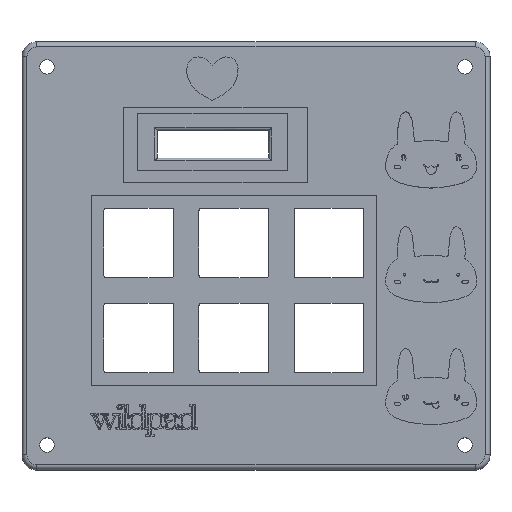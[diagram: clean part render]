
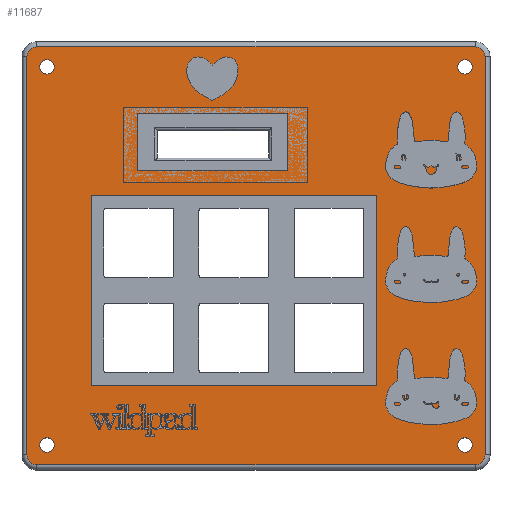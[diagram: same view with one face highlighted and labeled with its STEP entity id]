
A CAD part, top view. The second image highlights one B-rep face of the part: STEP entity #11687.
In plain terms, the highlighted planar face has unit normal (0, 0, 1).
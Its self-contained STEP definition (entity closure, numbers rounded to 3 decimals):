
#1465=FACE_BOUND('',#2217,.T.);
#1466=FACE_BOUND('',#2218,.T.);
#1467=FACE_BOUND('',#2219,.T.);
#1468=FACE_BOUND('',#2220,.T.);
#1469=FACE_BOUND('',#2221,.T.);
#1470=FACE_BOUND('',#2222,.T.);
#1568=FACE_OUTER_BOUND('',#2216,.T.);
#2216=EDGE_LOOP('',(#7906,#7907,#7908,#7909,#7910,#7911,#7912,#7913));
#2217=EDGE_LOOP('',(#7914));
#2218=EDGE_LOOP('',(#7915));
#2219=EDGE_LOOP('',(#7916,#7917,#7918,#7919));
#2220=EDGE_LOOP('',(#7920));
#2221=EDGE_LOOP('',(#7921));
#2222=EDGE_LOOP('',(#7922,#7923,#7924,#7925));
#2966=LINE('',#14101,#3820);
#2967=LINE('',#14105,#3821);
#2968=LINE('',#14109,#3822);
#2969=LINE('',#14113,#3823);
#2970=LINE('',#14121,#3824);
#2971=LINE('',#14123,#3825);
#2972=LINE('',#14125,#3826);
#2973=LINE('',#14126,#3827);
#2974=LINE('',#14133,#3828);
#2975=LINE('',#14135,#3829);
#2976=LINE('',#14137,#3830);
#2977=LINE('',#14138,#3831);
#3820=VECTOR('',#12698,10.);
#3821=VECTOR('',#12701,10.);
#3822=VECTOR('',#12704,10.);
#3823=VECTOR('',#12707,10.);
#3824=VECTOR('',#12714,10.);
#3825=VECTOR('',#12715,10.);
#3826=VECTOR('',#12716,10.);
#3827=VECTOR('',#12717,10.);
#3828=VECTOR('',#12722,10.);
#3829=VECTOR('',#12723,10.);
#3830=VECTOR('',#12724,10.);
#3831=VECTOR('',#12725,10.);
#4656=CIRCLE('',#12356,2.);
#4657=CIRCLE('',#12357,2.);
#4658=CIRCLE('',#12358,2.);
#4659=CIRCLE('',#12359,2.);
#4660=CIRCLE('',#12360,1.45);
#4661=CIRCLE('',#12361,1.45);
#4662=CIRCLE('',#12362,1.45);
#4663=CIRCLE('',#12363,1.45);
#4762=VERTEX_POINT('',#14099);
#4763=VERTEX_POINT('',#14100);
#4764=VERTEX_POINT('',#14102);
#4765=VERTEX_POINT('',#14104);
#4766=VERTEX_POINT('',#14106);
#4767=VERTEX_POINT('',#14108);
#4768=VERTEX_POINT('',#14110);
#4769=VERTEX_POINT('',#14112);
#4770=VERTEX_POINT('',#14115);
#4771=VERTEX_POINT('',#14117);
#4772=VERTEX_POINT('',#14119);
#4773=VERTEX_POINT('',#14120);
#4774=VERTEX_POINT('',#14122);
#4775=VERTEX_POINT('',#14124);
#4776=VERTEX_POINT('',#14127);
#4777=VERTEX_POINT('',#14129);
#4778=VERTEX_POINT('',#14131);
#4779=VERTEX_POINT('',#14132);
#4780=VERTEX_POINT('',#14134);
#4781=VERTEX_POINT('',#14136);
#6012=EDGE_CURVE('',#4762,#4763,#2966,.T.);
#6013=EDGE_CURVE('',#4764,#4762,#4656,.T.);
#6014=EDGE_CURVE('',#4765,#4764,#2967,.T.);
#6015=EDGE_CURVE('',#4766,#4765,#4657,.T.);
#6016=EDGE_CURVE('',#4767,#4766,#2968,.T.);
#6017=EDGE_CURVE('',#4768,#4767,#4658,.T.);
#6018=EDGE_CURVE('',#4769,#4768,#2969,.T.);
#6019=EDGE_CURVE('',#4763,#4769,#4659,.T.);
#6020=EDGE_CURVE('',#4770,#4770,#4660,.T.);
#6021=EDGE_CURVE('',#4771,#4771,#4661,.T.);
#6022=EDGE_CURVE('',#4772,#4773,#2970,.T.);
#6023=EDGE_CURVE('',#4773,#4774,#2971,.T.);
#6024=EDGE_CURVE('',#4774,#4775,#2972,.T.);
#6025=EDGE_CURVE('',#4775,#4772,#2973,.T.);
#6026=EDGE_CURVE('',#4776,#4776,#4662,.T.);
#6027=EDGE_CURVE('',#4777,#4777,#4663,.T.);
#6028=EDGE_CURVE('',#4778,#4779,#2974,.T.);
#6029=EDGE_CURVE('',#4778,#4780,#2975,.T.);
#6030=EDGE_CURVE('',#4781,#4780,#2976,.T.);
#6031=EDGE_CURVE('',#4779,#4781,#2977,.T.);
#7906=ORIENTED_EDGE('',*,*,#6012,.F.);
#7907=ORIENTED_EDGE('',*,*,#6013,.F.);
#7908=ORIENTED_EDGE('',*,*,#6014,.F.);
#7909=ORIENTED_EDGE('',*,*,#6015,.F.);
#7910=ORIENTED_EDGE('',*,*,#6016,.F.);
#7911=ORIENTED_EDGE('',*,*,#6017,.F.);
#7912=ORIENTED_EDGE('',*,*,#6018,.F.);
#7913=ORIENTED_EDGE('',*,*,#6019,.F.);
#7914=ORIENTED_EDGE('',*,*,#6020,.T.);
#7915=ORIENTED_EDGE('',*,*,#6021,.T.);
#7916=ORIENTED_EDGE('',*,*,#6022,.T.);
#7917=ORIENTED_EDGE('',*,*,#6023,.T.);
#7918=ORIENTED_EDGE('',*,*,#6024,.T.);
#7919=ORIENTED_EDGE('',*,*,#6025,.T.);
#7920=ORIENTED_EDGE('',*,*,#6026,.T.);
#7921=ORIENTED_EDGE('',*,*,#6027,.T.);
#7922=ORIENTED_EDGE('',*,*,#6028,.F.);
#7923=ORIENTED_EDGE('',*,*,#6029,.T.);
#7924=ORIENTED_EDGE('',*,*,#6030,.F.);
#7925=ORIENTED_EDGE('',*,*,#6031,.F.);
#11547=PLANE('',#12355);
#11687=ADVANCED_FACE('',(#1568,#1465,#1466,#1467,#1468,#1469,#1470),#11547,
 .T.);
#12355=AXIS2_PLACEMENT_3D('',#14098,#12696,#12697);
#12356=AXIS2_PLACEMENT_3D('',#14103,#12699,#12700);
#12357=AXIS2_PLACEMENT_3D('',#14107,#12702,#12703);
#12358=AXIS2_PLACEMENT_3D('',#14111,#12705,#12706);
#12359=AXIS2_PLACEMENT_3D('',#14114,#12708,#12709);
#12360=AXIS2_PLACEMENT_3D('',#14116,#12710,#12711);
#12361=AXIS2_PLACEMENT_3D('',#14118,#12712,#12713);
#12362=AXIS2_PLACEMENT_3D('',#14128,#12718,#12719);
#12363=AXIS2_PLACEMENT_3D('',#14130,#12720,#12721);
#12696=DIRECTION('center_axis',(0.,0.,1.));
#12697=DIRECTION('ref_axis',(1.,0.,0.));
#12698=DIRECTION('',(-1.,0.,0.));
#12699=DIRECTION('center_axis',(0.,0.,-1.));
#12700=DIRECTION('ref_axis',(0.707,-0.707,0.));
#12701=DIRECTION('',(0.,-1.,0.));
#12702=DIRECTION('center_axis',(0.,0.,-1.));
#12703=DIRECTION('ref_axis',(0.707,0.707,0.));
#12704=DIRECTION('',(1.,0.,0.));
#12705=DIRECTION('center_axis',(0.,0.,-1.));
#12706=DIRECTION('ref_axis',(-0.707,0.707,0.));
#12707=DIRECTION('',(0.,1.,0.));
#12708=DIRECTION('center_axis',(0.,0.,-1.));
#12709=DIRECTION('ref_axis',(-0.707,-0.707,0.));
#12710=DIRECTION('center_axis',(0.,0.,-1.));
#12711=DIRECTION('ref_axis',(-1.,0.,0.));
#12712=DIRECTION('center_axis',(0.,0.,-1.));
#12713=DIRECTION('ref_axis',(-1.,0.,0.));
#12714=DIRECTION('',(1.,0.,0.));
#12715=DIRECTION('',(0.,-1.,0.));
#12716=DIRECTION('',(-1.,0.,0.));
#12717=DIRECTION('',(0.,1.,0.));
#12718=DIRECTION('center_axis',(0.,0.,-1.));
#12719=DIRECTION('ref_axis',(-1.,0.,0.));
#12720=DIRECTION('center_axis',(0.,0.,-1.));
#12721=DIRECTION('ref_axis',(-1.,0.,0.));
#12722=DIRECTION('',(0.,-1.,0.));
#12723=DIRECTION('',(1.,0.,0.));
#12724=DIRECTION('',(0.,1.,0.));
#12725=DIRECTION('',(1.,0.,0.));
#14098=CARTESIAN_POINT('Origin',(36.9,32.9,21.));
#14099=CARTESIAN_POINT('',(80.8,-9.,21.));
#14100=CARTESIAN_POINT('',(-7.,-9.,21.));
#14101=CARTESIAN_POINT('',(13.45,-9.,21.));
#14102=CARTESIAN_POINT('',(82.8,-7.,21.));
#14103=CARTESIAN_POINT('Origin',(80.8,-7.,21.));
#14104=CARTESIAN_POINT('',(82.8,72.8,21.));
#14105=CARTESIAN_POINT('',(82.8,11.45,21.));
#14106=CARTESIAN_POINT('',(80.8,74.8,21.));
#14107=CARTESIAN_POINT('Origin',(80.8,72.8,21.));
#14108=CARTESIAN_POINT('',(-7.,74.8,21.));
#14109=CARTESIAN_POINT('',(60.35,74.8,21.));
#14110=CARTESIAN_POINT('',(-9.,72.8,21.));
#14111=CARTESIAN_POINT('Origin',(-7.,72.8,21.));
#14112=CARTESIAN_POINT('',(-9.,-7.,21.));
#14113=CARTESIAN_POINT('',(-9.,54.35,21.));
#14114=CARTESIAN_POINT('Origin',(-7.,-7.,21.));
#14115=CARTESIAN_POINT('',(-3.55,-5.,21.));
#14116=CARTESIAN_POINT('Origin',(-5.,-5.,21.));
#14117=CARTESIAN_POINT('',(-3.55,70.8,21.));
#14118=CARTESIAN_POINT('Origin',(-5.,70.8,21.));
#14119=CARTESIAN_POINT('',(3.9,45.025,21.));
#14120=CARTESIAN_POINT('',(61.05,45.025,21.));
#14121=CARTESIAN_POINT('',(20.4,45.025,21.));
#14122=CARTESIAN_POINT('',(61.05,6.925,21.));
#14123=CARTESIAN_POINT('',(61.05,38.963,21.));
#14124=CARTESIAN_POINT('',(3.9,6.925,21.));
#14125=CARTESIAN_POINT('',(48.975,6.925,21.));
#14126=CARTESIAN_POINT('',(3.9,19.913,21.));
#14127=CARTESIAN_POINT('',(80.25,-5.,21.));
#14128=CARTESIAN_POINT('Origin',(78.8,-5.,21.));
#14129=CARTESIAN_POINT('',(80.25,70.8,21.));
#14130=CARTESIAN_POINT('Origin',(78.8,70.8,21.));
#14131=CARTESIAN_POINT('',(13.2,61.5,21.));
#14132=CARTESIAN_POINT('',(13.2,50.,21.));
#14133=CARTESIAN_POINT('',(13.2,41.45,21.));
#14134=CARTESIAN_POINT('',(43.2,61.5,21.));
#14135=CARTESIAN_POINT('',(25.05,61.5,21.));
#14136=CARTESIAN_POINT('',(43.2,50.,21.));
#14137=CARTESIAN_POINT('',(43.2,47.2,21.));
#14138=CARTESIAN_POINT('',(40.05,50.,21.));
